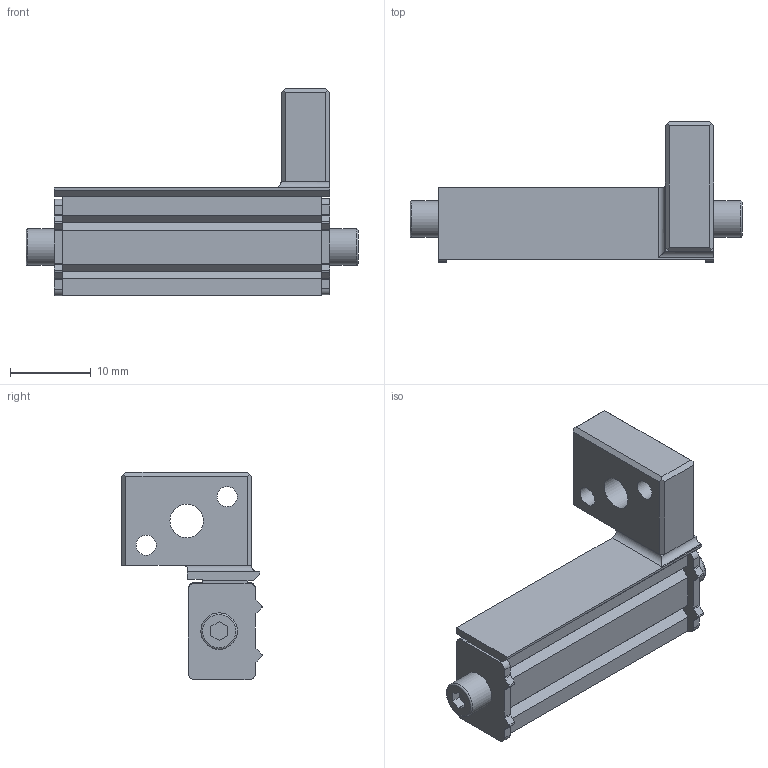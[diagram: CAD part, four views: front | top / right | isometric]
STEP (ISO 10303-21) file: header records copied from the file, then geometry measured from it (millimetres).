
FILE_DESCRIPTION(/* description */ (''),/* implementation_level */ '2;1');
FILE_NAME(/* name */ 'right.stp',/* time_stamp */ '2022-09-14T01:19:06+02:00',/* author */ ('Robert'),/* organization */ (''),/* preprocessor_version */ 'ST-DEVELOPER v19',/* originating_system */ 'Autodesk Inventor 2023',/* authorisation */ '');
FILE_SCHEMA (('AUTOMOTIVE_DESIGN { 1 0 10303 214 3 1 1 }'));
Length unit declared in the file: millimetre
Products named in the file (4): right; SCHUNK-5521119 Finger EGP 40; SCHUNK-9962713 Bracket MPG 40; SCHUNK-9965221-Scheibe D4_5
Assembly tree (5 placements, depth 2):
  right
    SCHUNK-5521119 Finger EGP 40
    SCHUNK-9962713 Bracket MPG 40  x2
    SCHUNK-9965221-Scheibe D4_5  x2
Bounding box: 41 x 17.32 x 25.6 mm (x, y, z)
Volume: 3672.3 mm3; surface area: 3113.3 mm2
Topology: 5 solids, 5 shells, 110 faces, 286 edges, 188 vertices
Faces by surface type: plane 77, cylinder 29, cone 2, torus 2
Full cylindrical faces by diameter (mm): 2.013 x2, 2.5 x2, 4.134 x1, 4.5 x2
Entity records: 2561 total; most frequent: CARTESIAN_POINT 420, DIRECTION 411, ORIENTED_EDGE 402, EDGE_CURVE 201, LINE 163, VECTOR 163, VERTEX_POINT 133, AXIS2_PLACEMENT_3D 124
